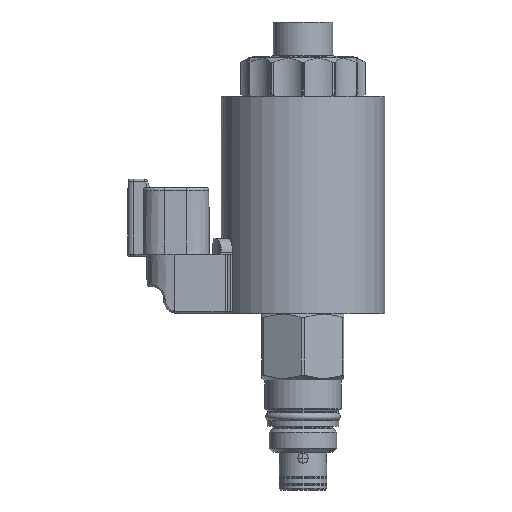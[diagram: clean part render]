
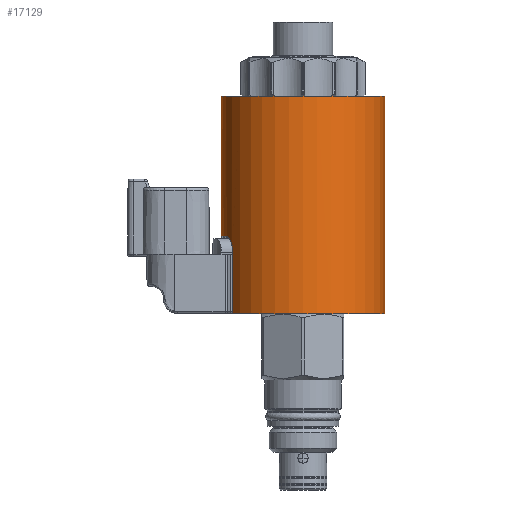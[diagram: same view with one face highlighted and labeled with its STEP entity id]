
A CAD part, front view. The second image highlights one B-rep face of the part: STEP entity #17129.
In plain terms, the highlighted cylindrical face has radius 18.955 mm (diameter 37.909 mm), a partial arc.
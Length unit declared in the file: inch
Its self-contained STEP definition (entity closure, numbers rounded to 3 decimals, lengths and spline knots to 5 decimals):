
#2875=CARTESIAN_POINT('',(0.,0.,0.868));
#2876=DIRECTION('',(0.,0.,1.));
#2877=DIRECTION('',(-0.867,-0.499,0.));
#2878=AXIS2_PLACEMENT_3D('',#2875,#2876,#2877);
#2900=DIRECTION('',(0.,0.,1.));
#2901=VECTOR('',#2900,0.599);
#2902=CARTESIAN_POINT('',(-0.64664,-0.37249,0.868));
#2903=LINE('',#2902,#2901);
#2904=CARTESIAN_POINT('',(-0.64664,-0.37249,1.467));
#2905=CARTESIAN_POINT('',(-0.64664,-0.37249,
1.47015));
#2906=CARTESIAN_POINT('',(-0.64679,-0.37222,
1.47649));
#2907=CARTESIAN_POINT('',(-0.64753,-0.37094,
1.48616));
#2908=CARTESIAN_POINT('',(-0.64878,-0.36874,
1.49586));
#2909=CARTESIAN_POINT('',(-0.65056,-0.36561,
1.50551));
#2910=CARTESIAN_POINT('',(-0.65285,-0.36151,
1.51499));
#2911=CARTESIAN_POINT('',(-0.65563,-0.35644,
1.52419));
#2912=CARTESIAN_POINT('',(-0.6589,-0.35038,
1.53305));
#2913=CARTESIAN_POINT('',(-0.66262,-0.34329,
1.54149));
#2914=CARTESIAN_POINT('',(-0.66673,-0.33524,
1.54932));
#2915=CARTESIAN_POINT('',(-0.67116,-0.3263,
1.5564));
#2916=CARTESIAN_POINT('',(-0.67581,-0.31656,
1.5626));
#2917=CARTESIAN_POINT('',(-0.68059,-0.30616,
1.56779));
#2918=CARTESIAN_POINT('',(-0.6854,-0.29524,
1.57189));
#2919=CARTESIAN_POINT('',(-0.69015,-0.28396,
1.57485));
#2920=CARTESIAN_POINT('',(-0.69477,-0.27246,
1.57661));
#2921=CARTESIAN_POINT('',(-0.69769,-0.26482,
1.577));
#2922=CARTESIAN_POINT('',(-0.69912,-0.261,1.577));
#2924=DIRECTION('',(0.,0.,-1.));
#2925=VECTOR('',#2924,1.992);
#2926=CARTESIAN_POINT('',(0.74625,0.,2.86));
#2927=LINE('',#2926,#2925);
#3022=CARTESIAN_POINT('',(0.,0.,1.577));
#3023=DIRECTION('',(0.,0.,1.));
#3024=DIRECTION('',(-1.,0.,0.));
#3025=AXIS2_PLACEMENT_3D('',#3022,#3023,#3024);
#3051=DIRECTION('',(0.,0.,-1.));
#3052=VECTOR('',#3051,1.283);
#3053=CARTESIAN_POINT('',(-0.74625,0.,2.86));
#3054=LINE('',#3053,#3052);
#7006=CARTESIAN_POINT('',(0.,0.,2.86));
#7007=DIRECTION('',(0.,0.,-1.));
#7008=DIRECTION('',(1.,0.,0.));
#7009=AXIS2_PLACEMENT_3D('',#7006,#7007,#7008);
#10503=CARTESIAN_POINT('',(-0.64664,-0.37249,0.868));
#10504=VERTEX_POINT('',#10503);
#10505=CARTESIAN_POINT('',(-0.64664,-0.37249,1.467));
#10506=VERTEX_POINT('',#10505);
#10507=CARTESIAN_POINT('',(0.74625,0.,0.868));
#10508=VERTEX_POINT('',#10507);
#10513=VERTEX_POINT('',#2922);
#10514=CARTESIAN_POINT('',(-0.74625,0.,1.577));
#10515=VERTEX_POINT('',#10514);
#10516=CARTESIAN_POINT('',(-0.74625,0.,2.86));
#10517=VERTEX_POINT('',#10516);
#10518=CARTESIAN_POINT('',(0.74625,0.,2.86));
#10519=VERTEX_POINT('',#10518);
#17110=CARTESIAN_POINT('',(0.,0.,2.9596));
#17111=DIRECTION('',(0.,0.,-1.));
#17112=DIRECTION('',(1.,0.,0.));
#17113=AXIS2_PLACEMENT_3D('',#17110,#17111,#17112);
#17114=CYLINDRICAL_SURFACE('',#17113,0.74625);
#17115=ORIENTED_EDGE('',*,*,#17071,.T.);
#17117=ORIENTED_EDGE('',*,*,#17116,.T.);
#17119=ORIENTED_EDGE('',*,*,#17118,.F.);
#17121=ORIENTED_EDGE('',*,*,#17120,.F.);
#17123=ORIENTED_EDGE('',*,*,#17122,.F.);
#17125=ORIENTED_EDGE('',*,*,#17124,.T.);
#17126=ORIENTED_EDGE('',*,*,#17089,.F.);
#17127=EDGE_LOOP('',(#17115,#17117,#17119,#17121,#17123,#17125,#17126));
#17128=FACE_OUTER_BOUND('',#17127,.F.);
#2879=CIRCLE('',#2878,0.74625);
#2923=B_SPLINE_CURVE_WITH_KNOTS('',3,(#2904,#2905,#2906,#2907,#2908,#2909,#2910,
#2911,#2912,#2913,#2914,#2915,#2916,#2917,#2918,#2919,#2920,#2921,#2922),
.UNSPECIFIED.,.F.,.F.,(4,1,1,1,1,1,1,1,1,1,1,1,1,1,1,1,4),(0.,0.0625,0.125,
0.1875,0.25,0.3125,0.375,0.4375,0.5,0.5625,0.625,0.6875,
0.75,0.8125,0.875,0.9375,1.),.UNSPECIFIED.);
#3026=CIRCLE('',#3025,0.74625);
#7010=CIRCLE('',#7009,0.74625);
#17071=EDGE_CURVE('',#10504,#10506,#2903,.T.);
#17089=EDGE_CURVE('',#10504,#10508,#2879,.T.);
#17116=EDGE_CURVE('',#10506,#10513,#2923,.T.);
#17118=EDGE_CURVE('',#10515,#10513,#3026,.T.);
#17120=EDGE_CURVE('',#10517,#10515,#3054,.T.);
#17122=EDGE_CURVE('',#10519,#10517,#7010,.T.);
#17124=EDGE_CURVE('',#10519,#10508,#2927,.T.);
#17129=ADVANCED_FACE('',(#17128),#17114,.T.);
